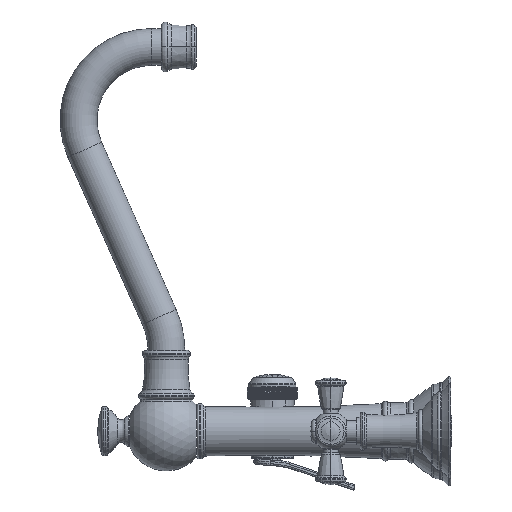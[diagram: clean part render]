
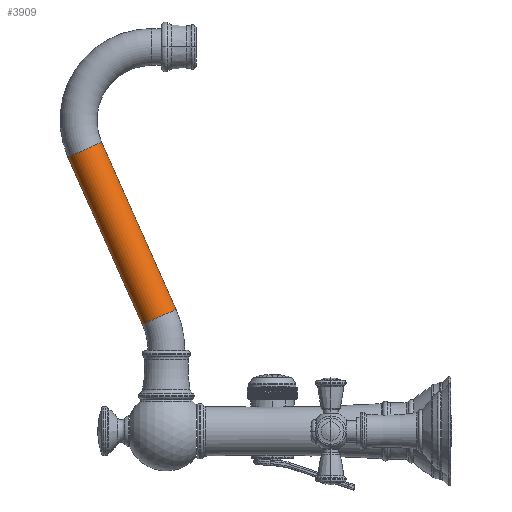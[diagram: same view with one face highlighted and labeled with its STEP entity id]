
A CAD part, left-side view. The second image highlights one B-rep face of the part: STEP entity #3909.
In plain terms, the highlighted cylindrical face has radius 11.049 mm (diameter 22.098 mm), a partial arc.
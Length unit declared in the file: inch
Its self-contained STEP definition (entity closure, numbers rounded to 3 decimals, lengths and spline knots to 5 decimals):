
#2656=DIRECTION('',(0.,0.407,0.914));
#2657=VECTOR('',#2656,4.31227);
#2658=CARTESIAN_POINT('',(0.,6.47589,2.87127));
#2659=LINE('',#2658,#2657);
#2663=CARTESIAN_POINT('',(0.,6.87328,2.69434));
#2664=DIRECTION('',(0.,0.407,0.914));
#2665=DIRECTION('',(0.,0.914,-0.407));
#2666=AXIS2_PLACEMENT_3D('',#2663,#2664,#2665);
#2671=DIRECTION('',(0.,0.407,0.914));
#2672=VECTOR('',#2671,4.31227);
#2673=CARTESIAN_POINT('',(0.,7.27067,2.51741));
#2674=LINE('',#2673,#2672);
#2678=CARTESIAN_POINT('',(0.,8.62724,6.6338));
#2679=DIRECTION('',(0.,0.407,0.914));
#2680=DIRECTION('',(0.,0.914,-0.407));
#2681=AXIS2_PLACEMENT_3D('',#2678,#2679,#2680);
#3153=CARTESIAN_POINT('',(0.,6.47589,2.87127));
#3154=CARTESIAN_POINT('',(0.,7.27067,2.51741));
#3155=VERTEX_POINT('',#3153);
#3156=VERTEX_POINT('',#3154);
#3157=CARTESIAN_POINT('',(0.,8.22985,6.81073));
#3158=CARTESIAN_POINT('',(0.,9.02463,6.45686));
#3159=VERTEX_POINT('',#3157);
#3160=VERTEX_POINT('',#3158);
#3897=CARTESIAN_POINT('',(0.,6.87328,2.69434));
#3898=DIRECTION('',(0.,0.407,0.914));
#3899=DIRECTION('',(0.,-0.914,0.407));
#3900=AXIS2_PLACEMENT_3D('',#3897,#3898,#3899);
#3901=CYLINDRICAL_SURFACE('',#3900,0.435);
#3902=ORIENTED_EDGE('',*,*,#3862,.F.);
#3903=ORIENTED_EDGE('',*,*,#3892,.T.);
#3905=ORIENTED_EDGE('',*,*,#3904,.T.);
#3906=ORIENTED_EDGE('',*,*,#3888,.F.);
#3907=EDGE_LOOP('',(#3902,#3903,#3905,#3906));
#3908=FACE_OUTER_BOUND('',#3907,.F.);
#2667=CIRCLE('',#2666,0.435);
#2682=CIRCLE('',#2681,0.435);
#3862=EDGE_CURVE('',#3156,#3155,#2667,.T.);
#3888=EDGE_CURVE('',#3155,#3159,#2659,.T.);
#3892=EDGE_CURVE('',#3156,#3160,#2674,.T.);
#3904=EDGE_CURVE('',#3160,#3159,#2682,.T.);
#3909=ADVANCED_FACE('',(#3908),#3901,.T.);
